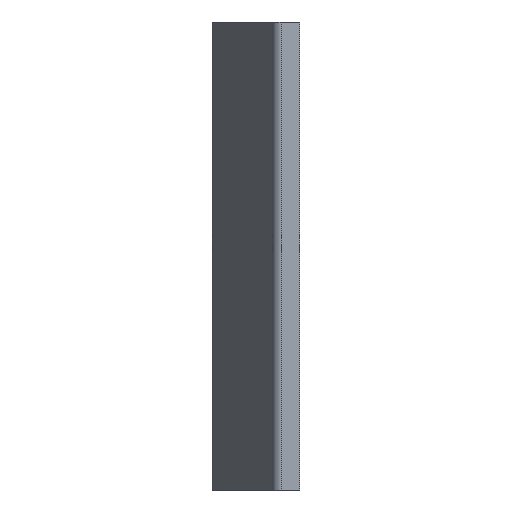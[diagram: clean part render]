
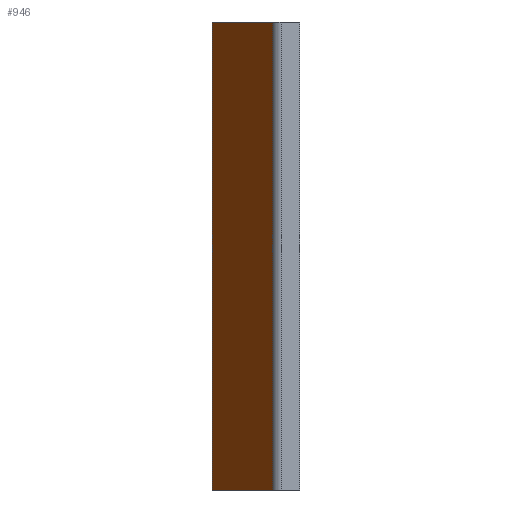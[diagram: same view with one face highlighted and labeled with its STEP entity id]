
A CAD part, left-side view. The second image highlights one B-rep face of the part: STEP entity #946.
In plain terms, the highlighted planar face has unit normal (-0.326, 0.945, 0).
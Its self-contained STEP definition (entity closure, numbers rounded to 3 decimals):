
#40=PLANE('',#1057);
#88=FACE_OUTER_BOUND('',#136,.T.);
#136=EDGE_LOOP('',(#785,#786,#787,#788));
#139=LINE('',#1342,#237);
#234=LINE('',#1609,#332);
#235=LINE('',#1611,#333);
#236=LINE('',#1612,#334);
#237=VECTOR('',#1066,1000.);
#332=VECTOR('',#1327,1000.);
#333=VECTOR('',#1330,1000.);
#334=VECTOR('',#1331,1000.);
#375=VERTEX_POINT('',#1338);
#377=VERTEX_POINT('',#1341);
#465=VERTEX_POINT('',#1605);
#466=VERTEX_POINT('',#1607);
#468=EDGE_CURVE('',#377,#375,#139,.T.);
#602=EDGE_CURVE('',#466,#465,#234,.T.);
#603=EDGE_CURVE('',#465,#375,#235,.T.);
#604=EDGE_CURVE('',#466,#377,#236,.T.);
#785=ORIENTED_EDGE('',*,*,#603,.F.);
#786=ORIENTED_EDGE('',*,*,#602,.F.);
#787=ORIENTED_EDGE('',*,*,#604,.T.);
#788=ORIENTED_EDGE('',*,*,#468,.T.);
#946=ADVANCED_FACE('',(#88),#40,.T.);
#1057=AXIS2_PLACEMENT_3D('',#1610,#1328,#1329);
#1066=DIRECTION('',(0.,0.,1.));
#1327=DIRECTION('',(0.,0.,1.));
#1328=DIRECTION('center_axis',(-0.326,0.945,0.));
#1329=DIRECTION('ref_axis',(-0.945,-0.326,0.));
#1330=DIRECTION('',(-0.945,-0.326,0.));
#1331=DIRECTION('',(-0.945,-0.326,0.));
#1338=CARTESIAN_POINT('',(-18.372,-3.609,0.));
#1341=CARTESIAN_POINT('',(-18.372,-3.609,-100.));
#1342=CARTESIAN_POINT('',(-18.372,-3.609,-100.));
#1605=CARTESIAN_POINT('',(19.19,9.348,0.));
#1607=CARTESIAN_POINT('',(19.19,9.348,-100.));
#1609=CARTESIAN_POINT('',(19.19,9.348,-100.));
#1610=CARTESIAN_POINT('Origin',(19.19,9.348,-100.));
#1611=CARTESIAN_POINT('',(19.19,9.348,0.));
#1612=CARTESIAN_POINT('',(19.19,9.348,-100.));
